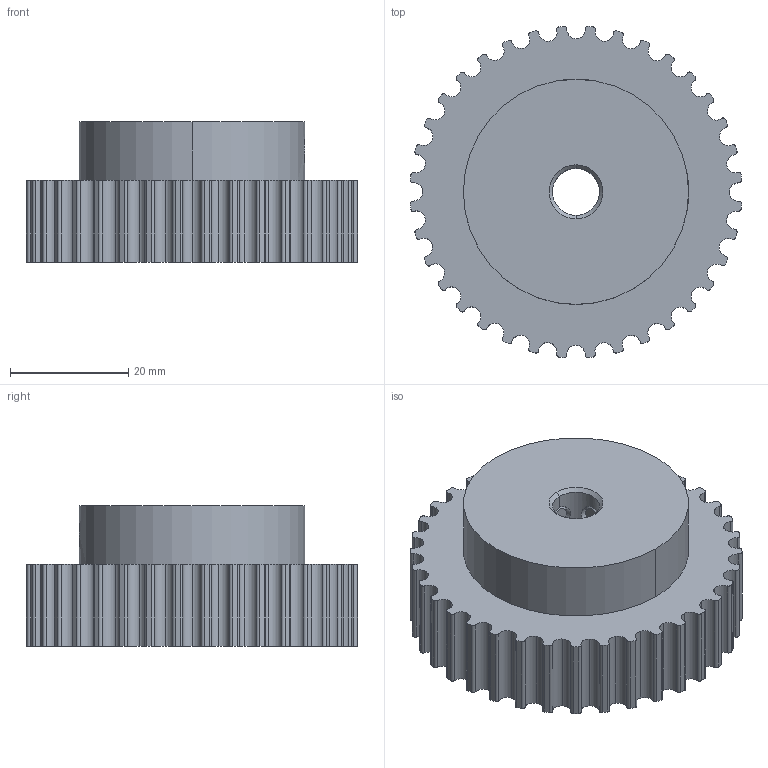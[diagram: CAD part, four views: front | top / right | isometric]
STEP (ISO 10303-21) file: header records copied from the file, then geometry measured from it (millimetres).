
FILE_DESCRIPTION((''),'2;1');
FILE_NAME('75960','2012-07-12T',('carefree'),(''),'PRO/ENGINEER BY PARAMETRIC TECHNOLOGY CORPORATION, 2005030','PRO/ENGINEER BY PARAMETRIC TECHNOLOGY CORPORATION, 2005030','');
FILE_SCHEMA(('CONFIG_CONTROL_DESIGN'));
Length unit declared in the file: inch
Products named in the file (1): 75960
Bounding box: 56.02 x 56.02 x 23.8 mm (x, y, z)
Volume: 41581.6 mm3; surface area: 9975.6 mm2
Topology: 1 solids, 1 shells, 225 faces, 650 edges, 432 vertices
Faces by surface type: cylinder 192, plane 21, cone 12
Entity records: 8002 total; most frequent: CARTESIAN_POINT 1651, DIRECTION 1490, ORIENTED_EDGE 1300, EDGE_CURVE 650, AXIS2_PLACEMENT_3D 623, VERTEX_POINT 432, CIRCLE 398, VECTOR 244
